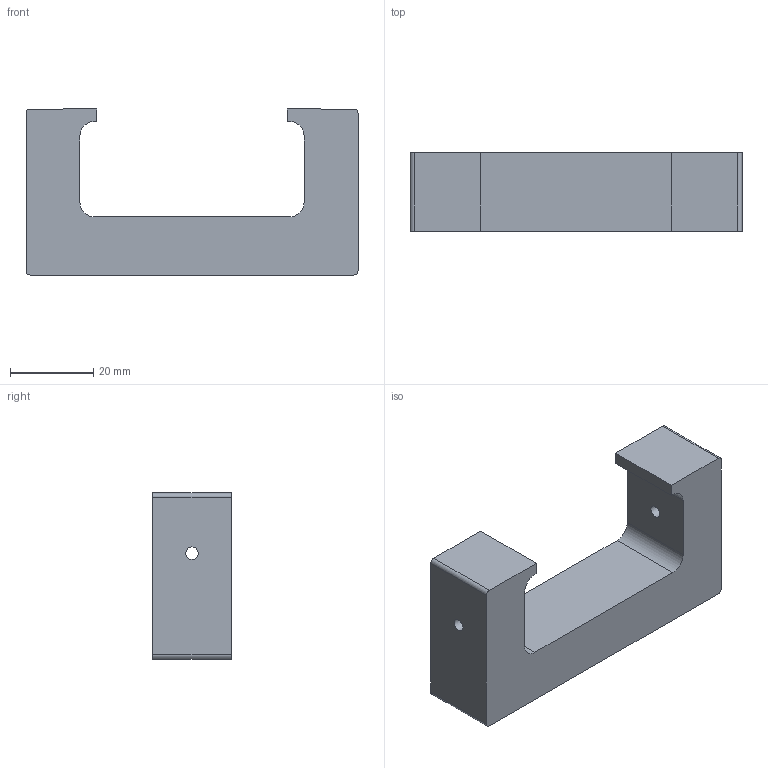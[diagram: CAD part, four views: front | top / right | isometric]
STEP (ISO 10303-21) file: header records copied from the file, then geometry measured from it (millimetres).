
FILE_DESCRIPTION(/* description */ (''),/* implementation_level */ '2;1');
FILE_NAME(/* name */ 'CS-Holder v3.step',/* time_stamp */ '2020-02-17T13:17:04+01:00',/* author */ (''),/* organization */ (''),/* preprocessor_version */ 'ST-DEVELOPER v18',/* originating_system */ 'Autodesk Translation Framework v8.12.0.6',/* authorisation */ '');
FILE_SCHEMA (('AUTOMOTIVE_DESIGN { 1 0 10303 214 3 1 1 }'));
Length unit declared in the file: millimetre
Products named in the file (1): CS-Holder
Bounding box: 80 x 19 x 40 mm (x, y, z)
Volume: 34367.6 mm3; surface area: 9864 mm2
Topology: 1 solids, 1 shells, 28 faces, 77 edges, 53 vertices
Faces by surface type: plane 16, cylinder 12
Full cylindrical faces by diameter (mm): 3 x4
Entity records: 951 total; most frequent: DIRECTION 164, CARTESIAN_POINT 159, ORIENTED_EDGE 154, EDGE_CURVE 77, AXIS2_PLACEMENT_3D 58, VERTEX_POINT 53, LINE 48, VECTOR 48
